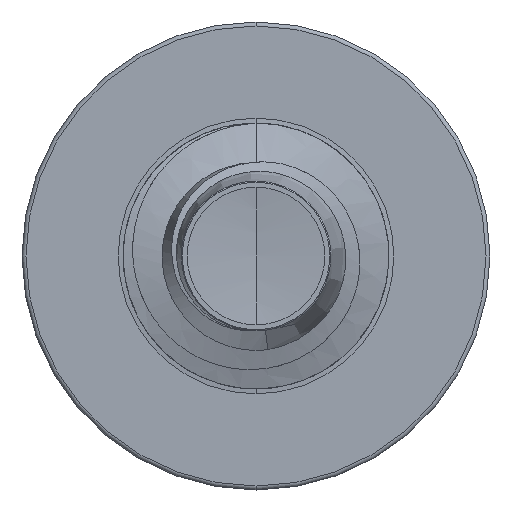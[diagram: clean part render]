
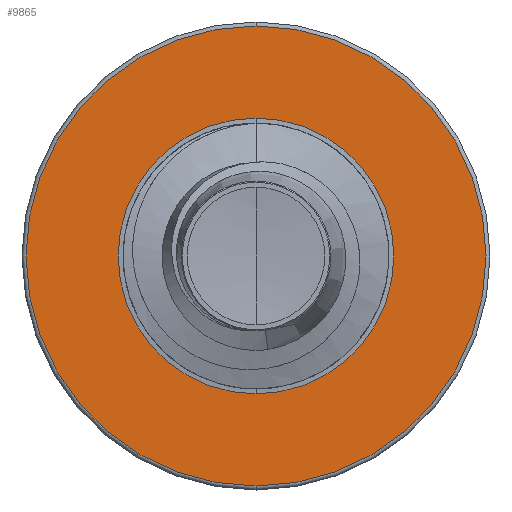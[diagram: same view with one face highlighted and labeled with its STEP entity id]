
A CAD part, front view. The second image highlights one B-rep face of the part: STEP entity #9865.
In plain terms, the highlighted planar face has unit normal (0, -1, 0).
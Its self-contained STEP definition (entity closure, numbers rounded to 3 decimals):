
#1996 = VERTEX_POINT ( 'NONE', #8999 ) ;
#2027 = CARTESIAN_POINT ( 'NONE',  ( 0., 4., 2.163 ) ) ;
#2423 = CARTESIAN_POINT ( 'NONE',  ( 0., 4., -1.296 ) ) ;
#2533 = CIRCLE ( 'NONE', #4932, 1.296 ) ;
#3082 = CIRCLE ( 'NONE', #6013, 1.296 ) ;
#3095 = DIRECTION ( 'NONE',  ( 0., 0., 1. ) ) ;
#3156 = DIRECTION ( 'NONE',  ( 0., 1., 0. ) ) ;
#3249 = CARTESIAN_POINT ( 'NONE',  ( 0., 4., -1.296 ) ) ;
#3281 = EDGE_LOOP ( 'NONE', ( #11993, #9679 ) ) ;
#3329 = PLANE ( 'NONE',  #6947 ) ;
#4895 = CARTESIAN_POINT ( 'NONE',  ( 0., 4., 1.296 ) ) ;
#4932 = AXIS2_PLACEMENT_3D ( 'NONE', #11195, #11155, #11131 ) ;
#5507 = AXIS2_PLACEMENT_3D ( 'NONE', #8212, #8206, #8194 ) ;
#5901 = AXIS2_PLACEMENT_3D ( 'NONE', #12556, #12546, #12538 ) ;
#5990 = VERTEX_POINT ( 'NONE', #2027 ) ;
#6013 = AXIS2_PLACEMENT_3D ( 'NONE', #12739, #12732, #12726 ) ;
#6375 = CIRCLE ( 'NONE', #5901, 2.163 ) ;
#6947 = AXIS2_PLACEMENT_3D ( 'NONE', #3249, #3156, #3095 ) ;
#8194 = DIRECTION ( 'NONE',  ( 0., 0., 1. ) ) ;
#8206 = DIRECTION ( 'NONE',  ( 0., 1., 0. ) ) ;
#8212 = CARTESIAN_POINT ( 'NONE',  ( 0., 4., 0. ) ) ;
#8710 = CIRCLE ( 'NONE', #5507, 2.163 ) ;
#8990 = FACE_BOUND ( 'NONE', #3281, .T. ) ;
#8999 = CARTESIAN_POINT ( 'NONE',  ( 0., 4., -2.162 ) ) ;
#9368 = VERTEX_POINT ( 'NONE', #4895 ) ;
#9679 = ORIENTED_EDGE ( 'NONE', *, *, #11555, .T. ) ;
#9865 = ADVANCED_FACE ( 'NONE', ( #11100, #8990 ), #3329, .F. ) ;
#10066 = VERTEX_POINT ( 'NONE', #2423 ) ;
#10666 = EDGE_LOOP ( 'NONE', ( #11771, #11802 ) ) ;
#10924 = EDGE_CURVE ( 'NONE', #9368, #10066, #3082, .T. ) ;
#10943 = EDGE_CURVE ( 'NONE', #5990, #1996, #6375, .T. ) ;
#11100 = FACE_OUTER_BOUND ( 'NONE', #10666, .T. ) ;
#11131 = DIRECTION ( 'NONE',  ( 0., 0., 1. ) ) ;
#11155 = DIRECTION ( 'NONE',  ( 0., 1., 0. ) ) ;
#11195 = CARTESIAN_POINT ( 'NONE',  ( 0., 4., 0. ) ) ;
#11196 = EDGE_CURVE ( 'NONE', #1996, #5990, #8710, .T. ) ;
#11555 = EDGE_CURVE ( 'NONE', #10066, #9368, #2533, .T. ) ;
#11771 = ORIENTED_EDGE ( 'NONE', *, *, #10943, .F. ) ;
#11802 = ORIENTED_EDGE ( 'NONE', *, *, #11196, .F. ) ;
#11993 = ORIENTED_EDGE ( 'NONE', *, *, #10924, .T. ) ;
#12538 = DIRECTION ( 'NONE',  ( 0., 0., 1. ) ) ;
#12546 = DIRECTION ( 'NONE',  ( 0., 1., 0. ) ) ;
#12556 = CARTESIAN_POINT ( 'NONE',  ( 0., 4., 0. ) ) ;
#12726 = DIRECTION ( 'NONE',  ( 0., 0., 1. ) ) ;
#12732 = DIRECTION ( 'NONE',  ( 0., 1., 0. ) ) ;
#12739 = CARTESIAN_POINT ( 'NONE',  ( 0., 4., 0. ) ) ;
